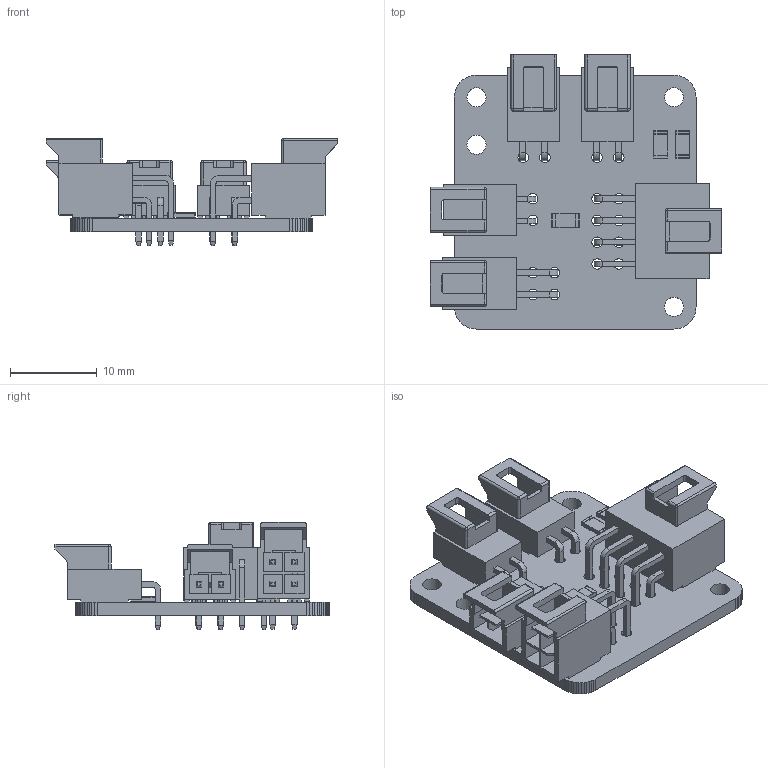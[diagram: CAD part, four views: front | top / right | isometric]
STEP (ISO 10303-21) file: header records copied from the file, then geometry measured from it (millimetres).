
FILE_DESCRIPTION(('KiCad electronic assembly'),'2;1');
FILE_NAME('Module Board.step','2023-04-13T00:15:55',('Pcbnew'),('Kicad') ,'Open CASCADE STEP processor 7.6','KiCad to STEP converter','Unknown' );
FILE_SCHEMA(('AUTOMOTIVE_DESIGN { 1 0 10303 214 1 1 1 1 }'));
Length unit declared in the file: millimetre
Products named in the file (12): Module Board 1; R_1206_3216Metric; SOLID; 1053131302; COMPOUND; 1053141304; 1053141308; Fuse_1206_3216Metric; PCB
Assembly tree (14 placements, depth 3):
  Module Board 1
    R_1206_3216Metric  x2
      SOLID
    1053131302  x3
      COMPOUND
    1053141304
      COMPOUND
    1053141308
      COMPOUND
    Fuse_1206_3216Metric
      SOLID
    PCB
Bounding box: 33.54 x 31.53 x 12.39 mm (x, y, z)
Volume: 2268.8 mm3; surface area: 5447.6 mm2
Topology: 9 solids, 9 shells, 1082 faces, 2926 edges, 1960 vertices
Faces by surface type: plane 820, cylinder 212, cone 40, sphere 10
Full cylindrical faces by diameter (mm): 1.2 x18, 1.6 x10, 2.2 x4
Entity records: 53387 total; most frequent: CARTESIAN_POINT 11419, DIRECTION 7748, LINE 5357, VECTOR 5357, ORIENTED_EDGE 4092, PCURVE 4092, DEFINITIONAL_REPRESENTATION 4092, EDGE_CURVE 2046
